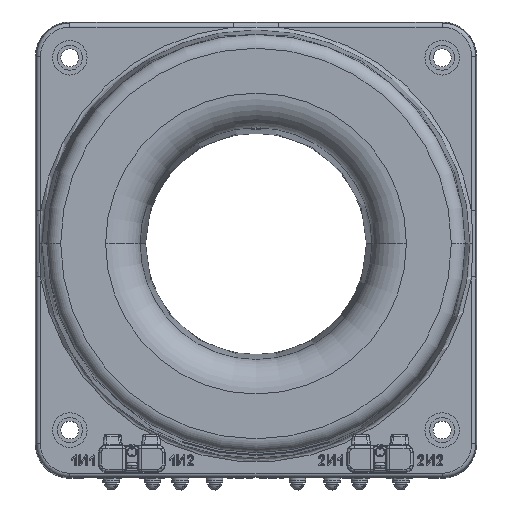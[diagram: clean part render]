
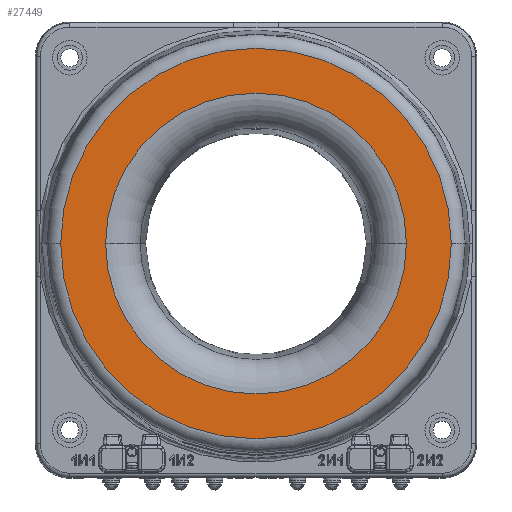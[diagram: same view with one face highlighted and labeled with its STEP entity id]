
A CAD part, top view. The second image highlights one B-rep face of the part: STEP entity #27449.
In plain terms, the highlighted planar face has unit normal (0, 0, 1).
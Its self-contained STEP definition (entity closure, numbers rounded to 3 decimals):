
#789 = DIRECTION ( 'NONE',  ( 0., 0., -1. ) ) ;
#799 = CARTESIAN_POINT ( 'NONE',  ( -141.661, 0., 175. ) ) ;
#827 = DIRECTION ( 'NONE',  ( -1., 0., 0. ) ) ;
#836 = PLANE ( 'NONE',  #34491 ) ;
#2608 = CIRCLE ( 'NONE', #20329, 141.661 ) ;
#4803 = CIRCLE ( 'NONE', #11716, 141.661 ) ;
#6859 = DIRECTION ( 'NONE',  ( 0., 0., 1. ) ) ;
#6874 = DIRECTION ( 'NONE',  ( 1., 0., 0. ) ) ;
#6885 = CARTESIAN_POINT ( 'NONE',  ( 0., 0., 175. ) ) ;
#11716 = AXIS2_PLACEMENT_3D ( 'NONE', #6885, #6859, #6874 ) ;
#16323 = VERTEX_POINT ( 'NONE', #35199 ) ;
#16331 = VERTEX_POINT ( 'NONE', #35152 ) ;
#16343 = VERTEX_POINT ( 'NONE', #35156 ) ;
#16351 = VERTEX_POINT ( 'NONE', #35189 ) ;
#16610 = EDGE_CURVE ( 'NONE', #16351, #16331, #19298, .T. ) ;
#16647 = EDGE_CURVE ( 'NONE', #16323, #16343, #2608, .T. ) ;
#19298 = CIRCLE ( 'NONE', #20303, 109.099 ) ;
#19391 = DIRECTION ( 'NONE',  ( -1., 0., 0. ) ) ;
#19393 = DIRECTION ( 'NONE',  ( 0., 0., -1. ) ) ;
#19395 = CARTESIAN_POINT ( 'NONE',  ( 0., 0., 175. ) ) ;
#19463 = FACE_OUTER_BOUND ( 'NONE', #24982, .T. ) ;
#19507 = FACE_BOUND ( 'NONE', #24986, .T. ) ;
#20303 = AXIS2_PLACEMENT_3D ( 'NONE', #19395, #19393, #19391 ) ;
#20329 = AXIS2_PLACEMENT_3D ( 'NONE', #34767, #34852, #34817 ) ;
#24216 = CIRCLE ( 'NONE', #34284, 109.099 ) ;
#24473 = ORIENTED_EDGE ( 'NONE', *, *, #16647, .T. ) ;
#24484 = ORIENTED_EDGE ( 'NONE', *, *, #29124, .T. ) ;
#24485 = ORIENTED_EDGE ( 'NONE', *, *, #16610, .T. ) ;
#24512 = ORIENTED_EDGE ( 'NONE', *, *, #30022, .T. ) ;
#24982 = EDGE_LOOP ( 'NONE', ( #24512, #24473 ) ) ;
#24986 = EDGE_LOOP ( 'NONE', ( #24484, #24485 ) ) ;
#27449 = ADVANCED_FACE ( 'NONE', ( #19507, #19463 ), #836, .F. ) ;
#29124 = EDGE_CURVE ( 'NONE', #16331, #16351, #24216, .T. ) ;
#30022 = EDGE_CURVE ( 'NONE', #16343, #16323, #4803, .T. ) ;
#32460 = DIRECTION ( 'NONE',  ( -1., 0., 0. ) ) ;
#32481 = CARTESIAN_POINT ( 'NONE',  ( 0., 0., 175. ) ) ;
#32483 = DIRECTION ( 'NONE',  ( 0., 0., -1. ) ) ;
#34284 = AXIS2_PLACEMENT_3D ( 'NONE', #32481, #32483, #32460 ) ;
#34491 = AXIS2_PLACEMENT_3D ( 'NONE', #799, #789, #827 ) ;
#34767 = CARTESIAN_POINT ( 'NONE',  ( 0., 0., 175. ) ) ;
#34817 = DIRECTION ( 'NONE',  ( 1., 0., 0. ) ) ;
#34852 = DIRECTION ( 'NONE',  ( 0., 0., 1. ) ) ;
#35152 = CARTESIAN_POINT ( 'NONE',  ( -109.099, 0., 175. ) ) ;
#35156 = CARTESIAN_POINT ( 'NONE',  ( 141.661, 0., 175. ) ) ;
#35189 = CARTESIAN_POINT ( 'NONE',  ( 109.099, 0., 175. ) ) ;
#35199 = CARTESIAN_POINT ( 'NONE',  ( -141.661, 0., 175. ) ) ;
